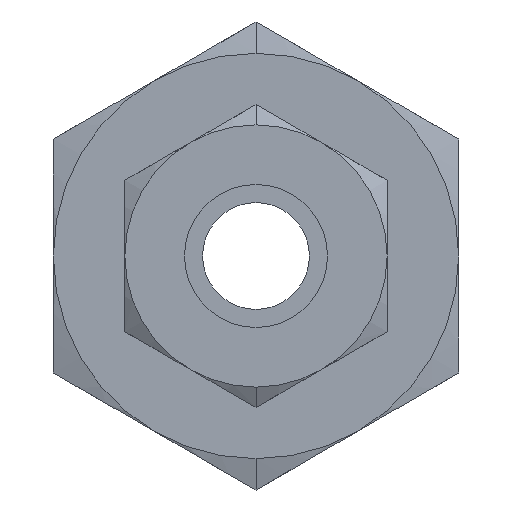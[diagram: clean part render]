
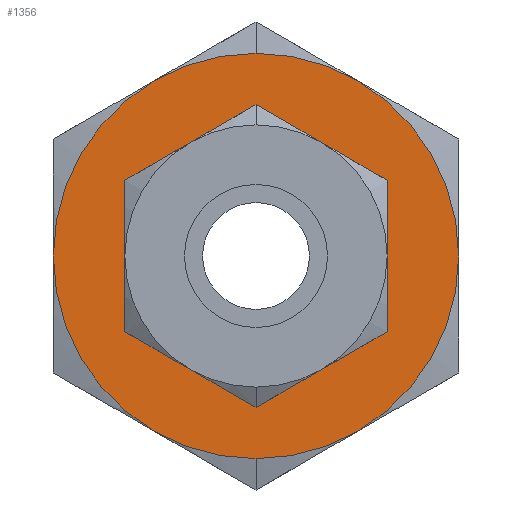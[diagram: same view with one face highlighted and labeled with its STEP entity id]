
A CAD part, left-side view. The second image highlights one B-rep face of the part: STEP entity #1356.
In plain terms, the highlighted planar face has unit normal (-1, 0, 0).
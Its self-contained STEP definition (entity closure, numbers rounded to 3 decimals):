
#29 = DIRECTION ( 'NONE',  ( 1., 0., 0. ) ) ;
#37 = AXIS2_PLACEMENT_3D ( 'NONE', #9145, #1159, #8288 ) ;
#109 = DIRECTION ( 'NONE',  ( 0., 0.5, 0.866 ) ) ;
#189 = EDGE_CURVE ( 'NONE', #2522, #5530, #4122, .T. ) ;
#206 = DIRECTION ( 'NONE',  ( -1., 0., 0. ) ) ;
#235 = DIRECTION ( 'NONE',  ( 0., -1., 0. ) ) ;
#497 = EDGE_CURVE ( 'NONE', #4961, #2522, #988, .T. ) ;
#783 = DIRECTION ( 'NONE',  ( -1., 0., 0. ) ) ;
#788 = CARTESIAN_POINT ( 'NONE',  ( 19.3, 0., 0. ) ) ;
#988 = CIRCLE ( 'NONE', #8826, 13.49 ) ;
#1159 = DIRECTION ( 'NONE',  ( 1., 0., 0. ) ) ;
#1356 = ADVANCED_FACE ( 'NONE', ( #2773, #6524 ), #6619, .F. ) ;
#1661 = AXIS2_PLACEMENT_3D ( 'NONE', #3046, #206, #109 ) ;
#1695 = CARTESIAN_POINT ( 'NONE',  ( 19.3, -6.745, 11.683 ) ) ;
#1761 = ORIENTED_EDGE ( 'NONE', *, *, #189, .T. ) ;
#1896 = CARTESIAN_POINT ( 'NONE',  ( 19.3, 0., 0. ) ) ;
#2003 = AXIS2_PLACEMENT_3D ( 'NONE', #5142, #7160, #7876 ) ;
#2042 = CIRCLE ( 'NONE', #5738, 13.49 ) ;
#2202 = AXIS2_PLACEMENT_3D ( 'NONE', #6298, #9216, #2644 ) ;
#2341 = EDGE_LOOP ( 'NONE', ( #3269, #9259 ) ) ;
#2477 = DIRECTION ( 'NONE',  ( -1., 0., 0. ) ) ;
#2522 = VERTEX_POINT ( 'NONE', #8444 ) ;
#2525 = DIRECTION ( 'NONE',  ( 0., 0.5, -0.866 ) ) ;
#2630 = CIRCLE ( 'NONE', #4626, 13.49 ) ;
#2644 = DIRECTION ( 'NONE',  ( 0., 0., -1. ) ) ;
#2767 = AXIS2_PLACEMENT_3D ( 'NONE', #8827, #29, #2969 ) ;
#2771 = VERTEX_POINT ( 'NONE', #5993 ) ;
#2773 = FACE_BOUND ( 'NONE', #2341, .T. ) ;
#2800 = EDGE_CURVE ( 'NONE', #5530, #7676, #2630, .T. ) ;
#2969 = DIRECTION ( 'NONE',  ( 0., 1., 0. ) ) ;
#3046 = CARTESIAN_POINT ( 'NONE',  ( 19.3, 0., 0. ) ) ;
#3069 = EDGE_CURVE ( 'NONE', #6161, #8267, #3412, .T. ) ;
#3073 = CARTESIAN_POINT ( 'NONE',  ( 19.3, 0., -13.49 ) ) ;
#3269 = ORIENTED_EDGE ( 'NONE', *, *, #8698, .T. ) ;
#3317 = EDGE_CURVE ( 'NONE', #2771, #6161, #6466, .T. ) ;
#3412 = CIRCLE ( 'NONE', #6017, 13.49 ) ;
#3592 = CARTESIAN_POINT ( 'NONE',  ( 19.3, 0., 0. ) ) ;
#3715 = DIRECTION ( 'NONE',  ( -1., 0., 0. ) ) ;
#3737 = DIRECTION ( 'NONE',  ( -1., 0., 0. ) ) ;
#3806 = EDGE_CURVE ( 'NONE', #7045, #2771, #6761, .T. ) ;
#4011 = DIRECTION ( 'NONE',  ( 0., 1., 0. ) ) ;
#4122 = CIRCLE ( 'NONE', #1661, 13.49 ) ;
#4174 = ORIENTED_EDGE ( 'NONE', *, *, #7658, .T. ) ;
#4462 = VERTEX_POINT ( 'NONE', #8867 ) ;
#4557 = EDGE_CURVE ( 'NONE', #4462, #7140, #4645, .T. ) ;
#4626 = AXIS2_PLACEMENT_3D ( 'NONE', #6176, #8243, #4011 ) ;
#4645 = CIRCLE ( 'NONE', #37, 6.388 ) ;
#4961 = VERTEX_POINT ( 'NONE', #5545 ) ;
#5142 = CARTESIAN_POINT ( 'NONE',  ( 19.3, 0., 0. ) ) ;
#5530 = VERTEX_POINT ( 'NONE', #7101 ) ;
#5545 = CARTESIAN_POINT ( 'NONE',  ( 19.3, 0., 13.49 ) ) ;
#5738 = AXIS2_PLACEMENT_3D ( 'NONE', #1896, #2477, #2525 ) ;
#5789 = CARTESIAN_POINT ( 'NONE',  ( 19.3, 0., 0. ) ) ;
#5835 = DIRECTION ( 'NONE',  ( -1., 0., 0. ) ) ;
#5993 = CARTESIAN_POINT ( 'NONE',  ( 19.3, -6.745, -11.683 ) ) ;
#6017 = AXIS2_PLACEMENT_3D ( 'NONE', #5789, #5835, #235 ) ;
#6161 = VERTEX_POINT ( 'NONE', #9179 ) ;
#6176 = CARTESIAN_POINT ( 'NONE',  ( 19.3, 0., 0. ) ) ;
#6206 = EDGE_LOOP ( 'NONE', ( #4174, #7821, #1761, #7117, #6670, #7647, #8835, #7407 ) ) ;
#6298 = CARTESIAN_POINT ( 'NONE',  ( 19.3, 0., 0. ) ) ;
#6392 = CARTESIAN_POINT ( 'NONE',  ( 19.3, 0., -6.388 ) ) ;
#6466 = CIRCLE ( 'NONE', #7233, 13.49 ) ;
#6524 = FACE_OUTER_BOUND ( 'NONE', #6206, .T. ) ;
#6619 = PLANE ( 'NONE',  #2767 ) ;
#6670 = ORIENTED_EDGE ( 'NONE', *, *, #7886, .T. ) ;
#6761 = CIRCLE ( 'NONE', #2003, 13.49 ) ;
#6965 = CIRCLE ( 'NONE', #2202, 6.388 ) ;
#7045 = VERTEX_POINT ( 'NONE', #3073 ) ;
#7101 = CARTESIAN_POINT ( 'NONE',  ( 19.3, 13.49, 0. ) ) ;
#7117 = ORIENTED_EDGE ( 'NONE', *, *, #2800, .T. ) ;
#7140 = VERTEX_POINT ( 'NONE', #6392 ) ;
#7160 = DIRECTION ( 'NONE',  ( -1., 0., 0. ) ) ;
#7233 = AXIS2_PLACEMENT_3D ( 'NONE', #788, #3737, #8771 ) ;
#7362 = CARTESIAN_POINT ( 'NONE',  ( 19.3, 0., 0. ) ) ;
#7379 = DIRECTION ( 'NONE',  ( 0., -0.5, 0.866 ) ) ;
#7407 = ORIENTED_EDGE ( 'NONE', *, *, #3069, .T. ) ;
#7647 = ORIENTED_EDGE ( 'NONE', *, *, #3806, .T. ) ;
#7658 = EDGE_CURVE ( 'NONE', #8267, #4961, #8797, .T. ) ;
#7676 = VERTEX_POINT ( 'NONE', #8448 ) ;
#7821 = ORIENTED_EDGE ( 'NONE', *, *, #497, .T. ) ;
#7876 = DIRECTION ( 'NONE',  ( 0., 0., -1. ) ) ;
#7886 = EDGE_CURVE ( 'NONE', #7676, #7045, #2042, .T. ) ;
#8035 = AXIS2_PLACEMENT_3D ( 'NONE', #3592, #783, #7379 ) ;
#8243 = DIRECTION ( 'NONE',  ( -1., 0., 0. ) ) ;
#8267 = VERTEX_POINT ( 'NONE', #1695 ) ;
#8288 = DIRECTION ( 'NONE',  ( 0., 0., 1. ) ) ;
#8444 = CARTESIAN_POINT ( 'NONE',  ( 19.3, 6.745, 11.683 ) ) ;
#8448 = CARTESIAN_POINT ( 'NONE',  ( 19.3, 6.745, -11.683 ) ) ;
#8698 = EDGE_CURVE ( 'NONE', #7140, #4462, #6965, .T. ) ;
#8771 = DIRECTION ( 'NONE',  ( 0., -0.5, -0.866 ) ) ;
#8797 = CIRCLE ( 'NONE', #8035, 13.49 ) ;
#8826 = AXIS2_PLACEMENT_3D ( 'NONE', #7362, #3715, #8845 ) ;
#8827 = CARTESIAN_POINT ( 'NONE',  ( 19.3, 0., 0. ) ) ;
#8835 = ORIENTED_EDGE ( 'NONE', *, *, #3317, .T. ) ;
#8845 = DIRECTION ( 'NONE',  ( 0., 0., 1. ) ) ;
#8867 = CARTESIAN_POINT ( 'NONE',  ( 19.3, 0., 6.388 ) ) ;
#9145 = CARTESIAN_POINT ( 'NONE',  ( 19.3, 0., 0. ) ) ;
#9179 = CARTESIAN_POINT ( 'NONE',  ( 19.3, -13.49, 0. ) ) ;
#9216 = DIRECTION ( 'NONE',  ( 1., 0., 0. ) ) ;
#9259 = ORIENTED_EDGE ( 'NONE', *, *, #4557, .T. ) ;
